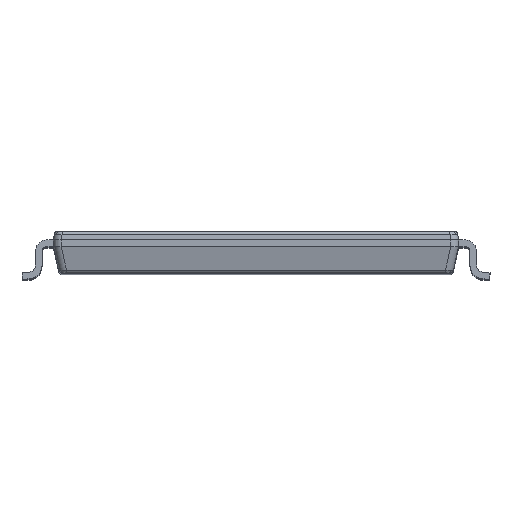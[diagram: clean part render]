
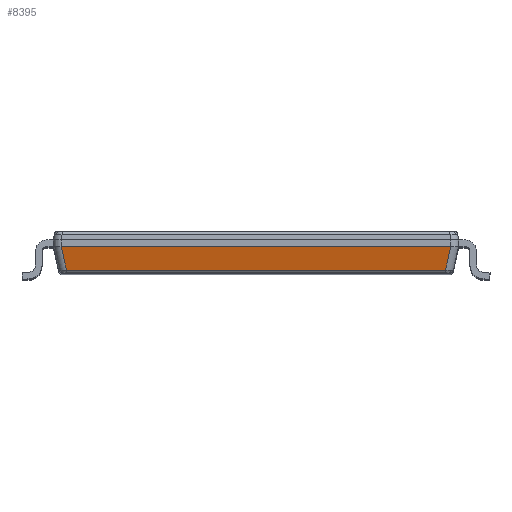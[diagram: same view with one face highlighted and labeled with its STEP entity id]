
A CAD part, top view. The second image highlights one B-rep face of the part: STEP entity #8395.
In plain terms, the highlighted planar face has unit normal (0, -0.216, 0.976).
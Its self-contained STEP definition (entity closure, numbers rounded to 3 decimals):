
#267 = DIRECTION ( 'NONE',  ( 0.212, 0.954, 0.212 ) ) ;
#1322 = LINE ( 'NONE', #9175, #5967 ) ;
#1453 = CARTESIAN_POINT ( 'NONE',  ( -4.851, 0.817, 11.077 ) ) ;
#1631 = VERTEX_POINT ( 'NONE', #2756 ) ;
#1689 = LINE ( 'NONE', #9923, #9044 ) ;
#1693 = CARTESIAN_POINT ( 'NONE',  ( 4.848, 0.817, 11.078 ) ) ;
#1808 = CARTESIAN_POINT ( 'NONE',  ( -4.409, -1.181, 10.634 ) ) ;
#2517 = CARTESIAN_POINT ( 'NONE',  ( 4.852, 0.817, 11.077 ) ) ;
#2596 = DIRECTION ( 'NONE',  ( 0., -0.216, 0.976 ) ) ;
#2662 = VERTEX_POINT ( 'NONE', #19173 ) ;
#2756 = CARTESIAN_POINT ( 'NONE',  ( 4.722, 0.228, 10.947 ) ) ;
#2843 = CARTESIAN_POINT ( 'NONE',  ( 5.048, 0.817, 11.078 ) ) ;
#3369 = CARTESIAN_POINT ( 'NONE',  ( -4.847, 0.817, 11.078 ) ) ;
#4340 = ORIENTED_EDGE ( 'NONE', *, *, #24408, .T. ) ;
#4372 = VECTOR ( 'NONE', #17519, 1000. ) ;
#4456 = CARTESIAN_POINT ( 'NONE',  ( -4.722, 0.228, 10.947 ) ) ;
#4659 = CARTESIAN_POINT ( 'NONE',  ( -4.847, 0.817, 11.078 ) ) ;
#5152 = VERTEX_POINT ( 'NONE', #4659 ) ;
#5316 = EDGE_LOOP ( 'NONE', ( #4340, #12947, #7479, #16332, #25444, #19533 ) ) ;
#5465 = EDGE_CURVE ( 'NONE', #1631, #22070, #1689, .T. ) ;
#5592 = DIRECTION ( 'NONE',  ( 1., 0., 0. ) ) ;
#5652 = EDGE_CURVE ( 'NONE', #5152, #2662, #10438, .T. ) ;
#5967 = VECTOR ( 'NONE', #5592, 1000. ) ;
#6061 = LINE ( 'NONE', #1808, #4372 ) ;
#6710 = PLANE ( 'NONE',  #16611 ) ;
#7479 = ORIENTED_EDGE ( 'NONE', *, *, #5465, .T. ) ;
#8122 = EDGE_CURVE ( 'NONE', #13622, #1631, #1322, .T. ) ;
#8327 = VERTEX_POINT ( 'NONE', #24229 ) ;
#8395 = ADVANCED_FACE ( 'NONE', ( #18168 ), #6710, .T. ) ;
#9044 = VECTOR ( 'NONE', #267, 1000. ) ;
#9175 = CARTESIAN_POINT ( 'NONE',  ( 4.704, 0.228, 10.947 ) ) ;
#9923 = CARTESIAN_POINT ( 'NONE',  ( 4.861, 0.857, 11.086 ) ) ;
#10194 = EDGE_CURVE ( 'NONE', #22070, #2662, #15079, .T. ) ;
#10292 = VECTOR ( 'NONE', #16584, 1000. ) ;
#10438 = LINE ( 'NONE', #16459, #10292 ) ;
#11227 = CARTESIAN_POINT ( 'NONE',  ( -4.849, 0.817, 11.078 ) ) ;
#12461 =( BOUNDED_CURVE ( )  B_SPLINE_CURVE ( 3, ( #3369, #11227, #1453, #19093 ),
 .UNSPECIFIED., .F., .F. ) 
 B_SPLINE_CURVE_WITH_KNOTS ( ( 4, 4 ),
 ( 3.142, 3.165 ),
 .UNSPECIFIED. ) 
 CURVE ( )  GEOMETRIC_REPRESENTATION_ITEM ( )  RATIONAL_B_SPLINE_CURVE ( ( 1., 1., 1., 1. ) ) 
 REPRESENTATION_ITEM ( '' )  );
#12947 = ORIENTED_EDGE ( 'NONE', *, *, #8122, .T. ) ;
#13622 = VERTEX_POINT ( 'NONE', #4456 ) ;
#14287 = EDGE_CURVE ( 'NONE', #5152, #8327, #12461, .T. ) ;
#15079 =( BOUNDED_CURVE ( )  B_SPLINE_CURVE ( 3, ( #19219, #15324, #22942, #1693 ),
 .UNSPECIFIED., .F., .F. ) 
 B_SPLINE_CURVE_WITH_KNOTS ( ( 4, 4 ),
 ( 3.118, 3.142 ),
 .UNSPECIFIED. ) 
 CURVE ( )  GEOMETRIC_REPRESENTATION_ITEM ( )  RATIONAL_B_SPLINE_CURVE ( ( 1., 1., 1., 1. ) ) 
 REPRESENTATION_ITEM ( '' )  );
#15324 = CARTESIAN_POINT ( 'NONE',  ( 4.851, 0.817, 11.077 ) ) ;
#16332 = ORIENTED_EDGE ( 'NONE', *, *, #10194, .T. ) ;
#16459 = CARTESIAN_POINT ( 'NONE',  ( -5.047, 0.817, 11.078 ) ) ;
#16584 = DIRECTION ( 'NONE',  ( 1., 0., 0. ) ) ;
#16611 = AXIS2_PLACEMENT_3D ( 'NONE', #2843, #2596, #24113 ) ;
#17519 = DIRECTION ( 'NONE',  ( 0.212, -0.954, -0.212 ) ) ;
#18168 = FACE_OUTER_BOUND ( 'NONE', #5316, .T. ) ;
#19093 = CARTESIAN_POINT ( 'NONE',  ( -4.852, 0.817, 11.077 ) ) ;
#19173 = CARTESIAN_POINT ( 'NONE',  ( 4.848, 0.817, 11.078 ) ) ;
#19219 = CARTESIAN_POINT ( 'NONE',  ( 4.852, 0.817, 11.077 ) ) ;
#19533 = ORIENTED_EDGE ( 'NONE', *, *, #14287, .T. ) ;
#22070 = VERTEX_POINT ( 'NONE', #2517 ) ;
#22942 = CARTESIAN_POINT ( 'NONE',  ( 4.849, 0.818, 11.078 ) ) ;
#24113 = DIRECTION ( 'NONE',  ( 0., -0.976, -0.216 ) ) ;
#24229 = CARTESIAN_POINT ( 'NONE',  ( -4.852, 0.817, 11.077 ) ) ;
#24408 = EDGE_CURVE ( 'NONE', #8327, #13622, #6061, .T. ) ;
#25444 = ORIENTED_EDGE ( 'NONE', *, *, #5652, .F. ) ;
